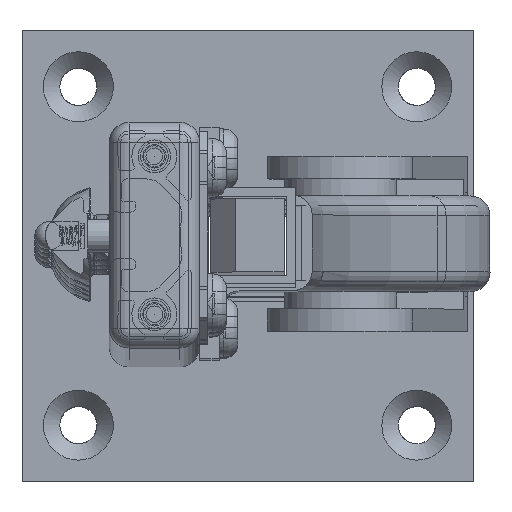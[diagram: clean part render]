
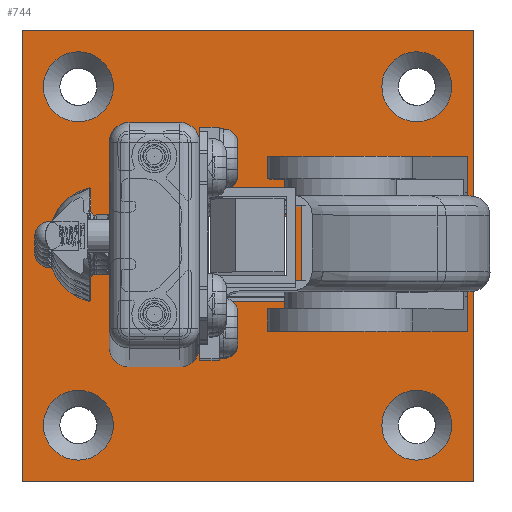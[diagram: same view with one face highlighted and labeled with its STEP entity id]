
A CAD part, top view. The second image highlights one B-rep face of the part: STEP entity #744.
In plain terms, the highlighted planar face has unit normal (0, 0, 1).
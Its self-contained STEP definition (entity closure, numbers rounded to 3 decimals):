
#133=CARTESIAN_POINT('',(36.2,-30.0,5.0));
#134=VERTEX_POINT('',#133);
#135=CARTESIAN_POINT('',(30.0,-30.0,5.0));
#136=DIRECTION('',(0.0,0.0,-1.0));
#137=DIRECTION('',(1.0,0.0,0.0));
#138=AXIS2_PLACEMENT_3D('',#135,#136,#137);
#139=CIRCLE('',#138,6.2);
#140=EDGE_CURVE('',#134,#134,#139,.T.);
#223=CARTESIAN_POINT('',(36.2,30.0,5.0));
#224=VERTEX_POINT('',#223);
#225=CARTESIAN_POINT('',(30.0,30.0,5.0));
#226=DIRECTION('',(0.0,0.0,-1.0));
#227=DIRECTION('',(1.0,0.0,0.0));
#228=AXIS2_PLACEMENT_3D('',#225,#226,#227);
#229=CIRCLE('',#228,6.2);
#230=EDGE_CURVE('',#224,#224,#229,.T.);
#313=CARTESIAN_POINT('',(-23.8,30.0,5.0));
#314=VERTEX_POINT('',#313);
#315=CARTESIAN_POINT('',(-30.0,30.0,5.0));
#316=DIRECTION('',(0.0,0.0,-1.0));
#317=DIRECTION('',(1.0,0.0,0.0));
#318=AXIS2_PLACEMENT_3D('',#315,#316,#317);
#319=CIRCLE('',#318,6.2);
#320=EDGE_CURVE('',#314,#314,#319,.T.);
#403=CARTESIAN_POINT('',(-23.8,-30.0,5.0));
#404=VERTEX_POINT('',#403);
#405=CARTESIAN_POINT('',(-30.0,-30.0,5.0));
#406=DIRECTION('',(0.0,0.0,-1.0));
#407=DIRECTION('',(1.0,0.0,0.0));
#408=AXIS2_PLACEMENT_3D('',#405,#406,#407);
#409=CIRCLE('',#408,6.2);
#410=EDGE_CURVE('',#404,#404,#409,.T.);
#482=CARTESIAN_POINT('',(7.0,-7.,5.0));
#483=VERTEX_POINT('',#482);
#490=CARTESIAN_POINT('',(7.0,7.,5.0));
#491=VERTEX_POINT('',#490);
#492=CARTESIAN_POINT('',(7.0,7.,5.0));
#493=DIRECTION('',(0.0,-1.0,0.0));
#494=VECTOR('',#493,14.);
#495=LINE('',#492,#494);
#496=EDGE_CURVE('',#491,#483,#495,.T.);
#521=CARTESIAN_POINT('',(-7.,7.,5.0));
#522=VERTEX_POINT('',#521);
#523=CARTESIAN_POINT('',(-7.,7.0,5.0));
#524=DIRECTION('',(1.0,0.0,0.0));
#525=VECTOR('',#524,14.);
#526=LINE('',#523,#525);
#527=EDGE_CURVE('',#522,#491,#526,.T.);
#552=CARTESIAN_POINT('',(-7.,-7.,5.0));
#553=VERTEX_POINT('',#552);
#554=CARTESIAN_POINT('',(-7.,-7.,5.0));
#555=DIRECTION('',(0.0,1.0,0.0));
#556=VECTOR('',#555,14.);
#557=LINE('',#554,#556);
#558=EDGE_CURVE('',#553,#522,#557,.T.);
#581=CARTESIAN_POINT('',(7.0,-7.,5.0));
#582=DIRECTION('',(-1.0,0.0,0.0));
#583=VECTOR('',#582,14.);
#584=LINE('',#581,#583);
#585=EDGE_CURVE('',#483,#553,#584,.T.);
#596=CARTESIAN_POINT('',(-40.,-40.0,5.0));
#597=VERTEX_POINT('',#596);
#598=CARTESIAN_POINT('',(-40.,40.0,5.0));
#599=VERTEX_POINT('',#598);
#600=CARTESIAN_POINT('',(-40.,-40.0,5.0));
#601=DIRECTION('',(0.0,1.0,0.0));
#602=VECTOR('',#601,80.0);
#603=LINE('',#600,#602);
#604=EDGE_CURVE('',#597,#599,#603,.T.);
#636=CARTESIAN_POINT('',(40.,40.,5.0));
#637=VERTEX_POINT('',#636);
#638=CARTESIAN_POINT('',(-40.,40.0,5.0));
#639=DIRECTION('',(1.0,0.0,0.0));
#640=VECTOR('',#639,80.0);
#641=LINE('',#638,#640);
#642=EDGE_CURVE('',#599,#637,#641,.T.);
#667=CARTESIAN_POINT('',(40.,-40.,5.0));
#668=VERTEX_POINT('',#667);
#669=CARTESIAN_POINT('',(40.,40.,5.0));
#670=DIRECTION('',(0.0,-1.0,0.0));
#671=VECTOR('',#670,80.);
#672=LINE('',#669,#671);
#673=EDGE_CURVE('',#637,#668,#672,.T.);
#698=CARTESIAN_POINT('',(40.,-40.,5.0));
#699=DIRECTION('',(-1.0,0.0,0.0));
#700=VECTOR('',#699,80.0);
#701=LINE('',#698,#700);
#702=EDGE_CURVE('',#668,#597,#701,.T.);
#715=CARTESIAN_POINT('',(0.,0.,5.0));
#716=DIRECTION('',(0.0,0.0,1.0));
#717=DIRECTION('',(1.0,0.0,0.0));
#718=AXIS2_PLACEMENT_3D('',#715,#716,#717);
#719=PLANE('',#718);
#720=ORIENTED_EDGE('',*,*,#604,.F.);
#721=ORIENTED_EDGE('',*,*,#702,.F.);
#722=ORIENTED_EDGE('',*,*,#673,.F.);
#723=ORIENTED_EDGE('',*,*,#642,.F.);
#724=EDGE_LOOP('',(#720,#721,#722,#723));
#725=FACE_OUTER_BOUND('',#724,.T.);
#726=ORIENTED_EDGE('',*,*,#140,.T.);
#727=EDGE_LOOP('',(#726));
#728=FACE_BOUND('',#727,.T.);
#729=ORIENTED_EDGE('',*,*,#230,.T.);
#730=EDGE_LOOP('',(#729));
#731=FACE_BOUND('',#730,.T.);
#732=ORIENTED_EDGE('',*,*,#320,.T.);
#733=EDGE_LOOP('',(#732));
#734=FACE_BOUND('',#733,.T.);
#735=ORIENTED_EDGE('',*,*,#410,.T.);
#736=EDGE_LOOP('',(#735));
#737=FACE_BOUND('',#736,.T.);
#738=ORIENTED_EDGE('',*,*,#496,.T.);
#739=ORIENTED_EDGE('',*,*,#585,.T.);
#740=ORIENTED_EDGE('',*,*,#558,.T.);
#741=ORIENTED_EDGE('',*,*,#527,.T.);
#742=EDGE_LOOP('',(#738,#739,#740,#741));
#743=FACE_BOUND('',#742,.T.);
#744=ADVANCED_FACE('',(#725,#728,#731,#734,#737,#743),#719,.T.);
